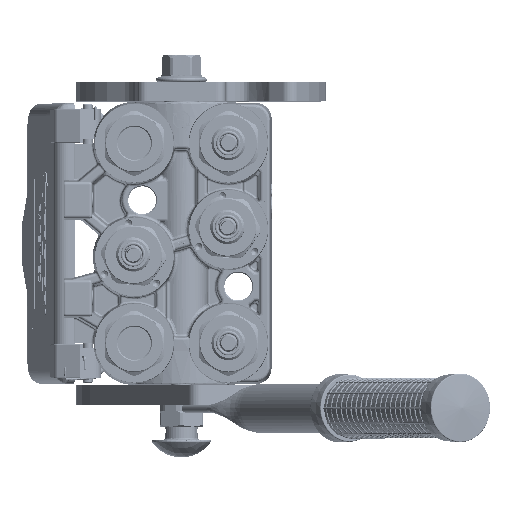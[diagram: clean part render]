
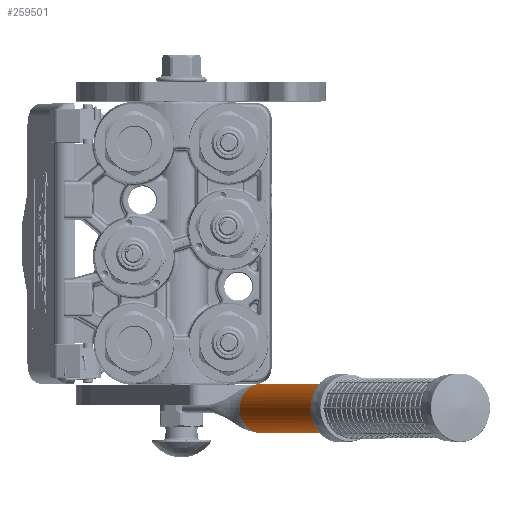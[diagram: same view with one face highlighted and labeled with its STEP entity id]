
A CAD part, top view. The second image highlights one B-rep face of the part: STEP entity #259501.
In plain terms, the highlighted cylindrical face has radius 12.5 mm (diameter 25 mm), a partial arc.
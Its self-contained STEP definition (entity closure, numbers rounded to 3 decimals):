
#919 = LINE ( 'NONE', #229375, #174892 ) ;
#4726 = DIRECTION ( 'NONE',  ( 0., 1., 0. ) ) ;
#15318 = CARTESIAN_POINT ( 'NONE',  ( -12.461, 0.114, 0.981 ) ) ;
#19193 = CARTESIAN_POINT ( 'NONE',  ( 0., 0., 12.5 ) ) ;
#20229 = DIRECTION ( 'NONE',  ( 0., 1., 0. ) ) ;
#23839 = FACE_OUTER_BOUND ( 'NONE', #259824, .T. ) ;
#29274 = EDGE_CURVE ( 'NONE', #210954, #104246, #114482, .T. ) ;
#29361 = CIRCLE ( 'NONE', #43181, 12.5 ) ;
#35529 = CARTESIAN_POINT ( 'NONE',  ( -12.478, 0.167, 0.748 ) ) ;
#36409 = CARTESIAN_POINT ( 'NONE',  ( -12.464, 0.121, 0.953 ) ) ;
#38217 = ORIENTED_EDGE ( 'NONE', *, *, #29274, .T. ) ;
#43181 = AXIS2_PLACEMENT_3D ( 'NONE', #96745, #98535, #119685 ) ;
#43803 = AXIS2_PLACEMENT_3D ( 'NONE', #174837, #197748, #195025 ) ;
#44284 = DIRECTION ( 'NONE',  ( 0., -1., 0. ) ) ;
#51594 = CARTESIAN_POINT ( 'NONE',  ( 12.486, 0.195, 0.586 ) ) ;
#53405 = CARTESIAN_POINT ( 'NONE',  ( 12.482, 0.182, 0.665 ) ) ;
#57040 = ORIENTED_EDGE ( 'NONE', *, *, #76562, .F. ) ;
#57499 = CARTESIAN_POINT ( 'NONE',  ( -12.474, 0.155, 0.804 ) ) ;
#63564 = DIRECTION ( 'NONE',  ( 1., 0., 0. ) ) ;
#64494 = CARTESIAN_POINT ( 'NONE',  ( 0., 0., 0. ) ) ;
#75842 = VERTEX_POINT ( 'NONE', #250722 ) ;
#76562 = EDGE_CURVE ( 'NONE', #113113, #75842, #919, .T. ) ;
#77663 = CARTESIAN_POINT ( 'NONE',  ( -12.5, 0.24, 0.216 ) ) ;
#84433 = CARTESIAN_POINT ( 'NONE',  ( -12.426, 0., 1.36 ) ) ;
#86244 = CYLINDRICAL_SURFACE ( 'NONE', #195196, 12.5 ) ;
#88118 = DIRECTION ( 'NONE',  ( -0.994, 0., 0.109 ) ) ;
#96745 = CARTESIAN_POINT ( 'NONE',  ( 0., 198., 0. ) ) ;
#98535 = DIRECTION ( 'NONE',  ( 0., 1., 0. ) ) ;
#100549 = CARTESIAN_POINT ( 'NONE',  ( -12.466, 0.127, 0.927 ) ) ;
#102051 = CARTESIAN_POINT ( 'NONE',  ( 12.5, 0.24, 0. ) ) ;
#104246 = VERTEX_POINT ( 'NONE', #271952 ) ;
#104739 = CARTESIAN_POINT ( 'NONE',  ( 12.5, 0.24, 0. ) ) ;
#109935 = VERTEX_POINT ( 'NONE', #84433 ) ;
#113113 = VERTEX_POINT ( 'NONE', #155399 ) ;
#114482 = LINE ( 'NONE', #102051, #193212 ) ;
#114923 = B_SPLINE_CURVE_WITH_KNOTS ( 'NONE', 3,
 ( #115812, #116741, #217631, #156183, #177300, #157076, #51594, #198387, #53405, #136046, #178215, #137871, #136953, #157978, #221302 ),
 .UNSPECIFIED., .F., .F.,
 ( 4, 2, 2, 1, 1, 1, 2, 2, 4 ),
 ( 0., 0.25, 0.375, 0.437, 0.469, 0.484, 0.492, 0.5, 1. ),
 .UNSPECIFIED. ) ;
#115812 = CARTESIAN_POINT ( 'NONE',  ( 12.5, 0.24, 0. ) ) ;
#116741 = CARTESIAN_POINT ( 'NONE',  ( 12.5, 0.24, 0.108 ) ) ;
#116809 = AXIS2_PLACEMENT_3D ( 'NONE', #254094, #4726, #88118 ) ;
#119685 = DIRECTION ( 'NONE',  ( -1., 0., 0. ) ) ;
#136046 = CARTESIAN_POINT ( 'NONE',  ( 12.482, 0.18, 0.676 ) ) ;
#136953 = CARTESIAN_POINT ( 'NONE',  ( 12.472, 0.146, 0.859 ) ) ;
#137871 = CARTESIAN_POINT ( 'NONE',  ( 12.481, 0.178, 0.688 ) ) ;
#143933 = ORIENTED_EDGE ( 'NONE', *, *, #229269, .F. ) ;
#146868 = B_SPLINE_CURVE_WITH_KNOTS ( 'NONE', 3,
 ( #267518, #163018, #183194, #15318, #36409, #100549, #227123, #247287, #161200, #181402, #57499, #35529, #268418, #203416, #77663, #224433 ),
 .UNSPECIFIED., .F., .F.,
 ( 4, 2, 1, 2, 2, 1, 2, 2, 4 ),
 ( 0., 0.25, 0.312, 0.328, 0.344, 0.375, 0.437, 0.5, 1. ),
 .UNSPECIFIED. ) ;
#153097 = ORIENTED_EDGE ( 'NONE', *, *, #174129, .T. ) ;
#155399 = CARTESIAN_POINT ( 'NONE',  ( -12.5, 0.24, 0. ) ) ;
#155493 = CIRCLE ( 'NONE', #43803, 12.5 ) ;
#156183 = CARTESIAN_POINT ( 'NONE',  ( 12.494, 0.22, 0.394 ) ) ;
#157076 = CARTESIAN_POINT ( 'NONE',  ( 12.488, 0.202, 0.541 ) ) ;
#157978 = CARTESIAN_POINT ( 'NONE',  ( 12.456, 0.096, 1.087 ) ) ;
#161200 = CARTESIAN_POINT ( 'NONE',  ( -12.468, 0.136, 0.889 ) ) ;
#163018 = CARTESIAN_POINT ( 'NONE',  ( -12.441, 0.049, 1.219 ) ) ;
#174129 = EDGE_CURVE ( 'NONE', #216765, #177986, #239583, .T. ) ;
#174837 = CARTESIAN_POINT ( 'NONE',  ( 0., 0., 0. ) ) ;
#174892 = VECTOR ( 'NONE', #20229, 1000. ) ;
#177300 = CARTESIAN_POINT ( 'NONE',  ( 12.492, 0.214, 0.452 ) ) ;
#177986 = VERTEX_POINT ( 'NONE', #227447 ) ;
#178215 = CARTESIAN_POINT ( 'NONE',  ( 12.481, 0.178, 0.683 ) ) ;
#181402 = CARTESIAN_POINT ( 'NONE',  ( -12.471, 0.146, 0.847 ) ) ;
#183194 = CARTESIAN_POINT ( 'NONE',  ( -12.452, 0.083, 1.1 ) ) ;
#193212 = VECTOR ( 'NONE', #248785, 1000. ) ;
#195025 = DIRECTION ( 'NONE',  ( -0.994, 0., 0.109 ) ) ;
#195196 = AXIS2_PLACEMENT_3D ( 'NONE', #64494, #44284, #63564 ) ;
#197748 = DIRECTION ( 'NONE',  ( 0., 1., 0. ) ) ;
#198387 = CARTESIAN_POINT ( 'NONE',  ( 12.484, 0.186, 0.638 ) ) ;
#203416 = CARTESIAN_POINT ( 'NONE',  ( -12.494, 0.221, 0.449 ) ) ;
#204661 = ORIENTED_EDGE ( 'NONE', *, *, #263912, .T. ) ;
#205571 = EDGE_CURVE ( 'NONE', #210954, #177986, #114923, .T. ) ;
#210954 = VERTEX_POINT ( 'NONE', #104739 ) ;
#212858 = EDGE_CURVE ( 'NONE', #109935, #113113, #146868, .T. ) ;
#214164 = ORIENTED_EDGE ( 'NONE', *, *, #205571, .F. ) ;
#216765 = VERTEX_POINT ( 'NONE', #19193 ) ;
#217631 = CARTESIAN_POINT ( 'NONE',  ( 12.499, 0.235, 0.221 ) ) ;
#221302 = CARTESIAN_POINT ( 'NONE',  ( 12.426, 0., 1.36 ) ) ;
#224433 = CARTESIAN_POINT ( 'NONE',  ( -12.5, 0.24, 0. ) ) ;
#227123 = CARTESIAN_POINT ( 'NONE',  ( -12.466, 0.13, 0.917 ) ) ;
#227447 = CARTESIAN_POINT ( 'NONE',  ( 12.426, 0., 1.36 ) ) ;
#229269 = EDGE_CURVE ( 'NONE', #75842, #104246, #29361, .T. ) ;
#229375 = CARTESIAN_POINT ( 'NONE',  ( -12.5, 0.24, 0. ) ) ;
#237833 = ORIENTED_EDGE ( 'NONE', *, *, #212858, .F. ) ;
#239583 = CIRCLE ( 'NONE', #116809, 12.5 ) ;
#247287 = CARTESIAN_POINT ( 'NONE',  ( -12.467, 0.131, 0.91 ) ) ;
#248785 = DIRECTION ( 'NONE',  ( 0., 1., 0. ) ) ;
#250722 = CARTESIAN_POINT ( 'NONE',  ( -12.5, 198., 0. ) ) ;
#254094 = CARTESIAN_POINT ( 'NONE',  ( 0., 0., 0. ) ) ;
#259501 = ADVANCED_FACE ( 'NONE', ( #23839 ), #86244, .T. ) ;
#259824 = EDGE_LOOP ( 'NONE', ( #38217, #143933, #57040, #237833, #204661, #153097, #214164 ) ) ;
#263912 = EDGE_CURVE ( 'NONE', #109935, #216765, #155493, .T. ) ;
#267518 = CARTESIAN_POINT ( 'NONE',  ( -12.426, 0., 1.36 ) ) ;
#268418 = CARTESIAN_POINT ( 'NONE',  ( -12.479, 0.172, 0.721 ) ) ;
#271952 = CARTESIAN_POINT ( 'NONE',  ( 12.5, 198., 0. ) ) ;
